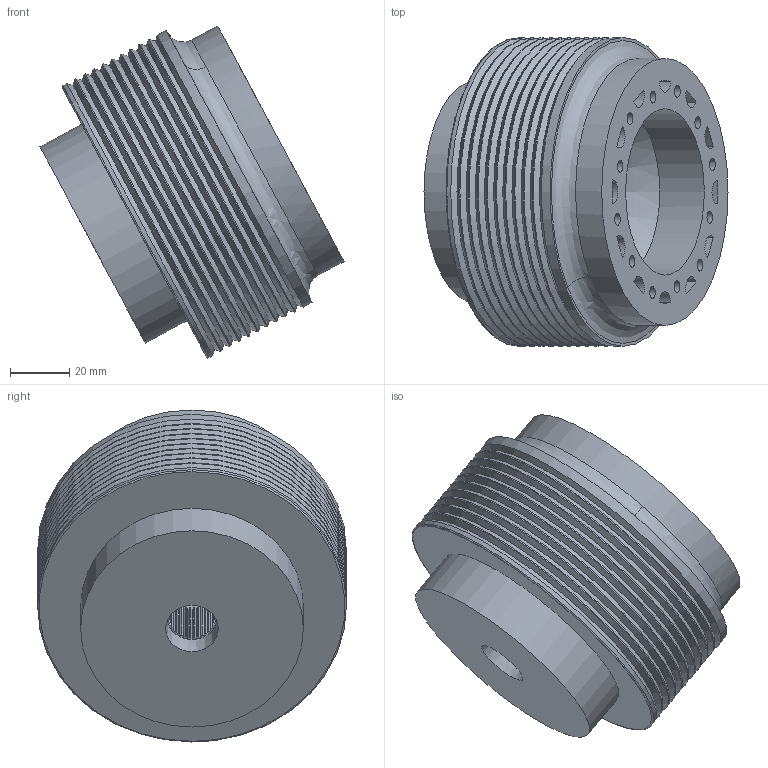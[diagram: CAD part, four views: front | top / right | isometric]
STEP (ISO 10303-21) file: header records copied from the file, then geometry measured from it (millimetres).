
FILE_DESCRIPTION(/* description */ (''),/* implementation_level */ '2;1');
FILE_NAME(/* name */ 'MANIFOLD_SOLID_BREP_517_.stp',/* time_stamp */ '2016-06-02T11:43:42+02:00',/* author */ (''),/* organization */ (''),/* preprocessor_version */ 'ST-DEVELOPER v16.5',/* originating_system */ 'Autodesk Translation Framework v5.0.0.3310',/* authorisation */ '');
FILE_SCHEMA (('AUTOMOTIVE_DESIGN { 1 0 10303 214 3 1 1 }'));
Length unit declared in the file: centimetre
Products named in the file (1): MANIFOLD_SOLID_BREP_517_
Bounding box: 102.41 x 104 x 111.83 mm (x, y, z)
Volume: 413395 mm3; surface area: 53022.6 mm2
Topology: 1 solids, 1 shells, 210 faces, 521 edges, 341 vertices
Faces by surface type: plane 106, cylinder 78, cone 22, bspline 2, torus 2
Full cylindrical faces by diameter (mm): 4 x12, 25 x1, 35 x1, 56 x1, 75 x1, 90 x1, 104 x11
Entity records: 6030 total; most frequent: CARTESIAN_POINT 1139, DIRECTION 1058, ORIENTED_EDGE 910, EDGE_CURVE 455, AXIS2_PLACEMENT_3D 396, VERTEX_POINT 325, EDGE_LOOP 290, LINE 266
